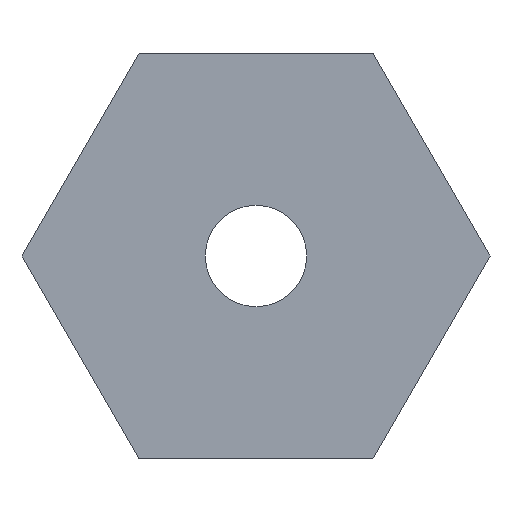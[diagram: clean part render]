
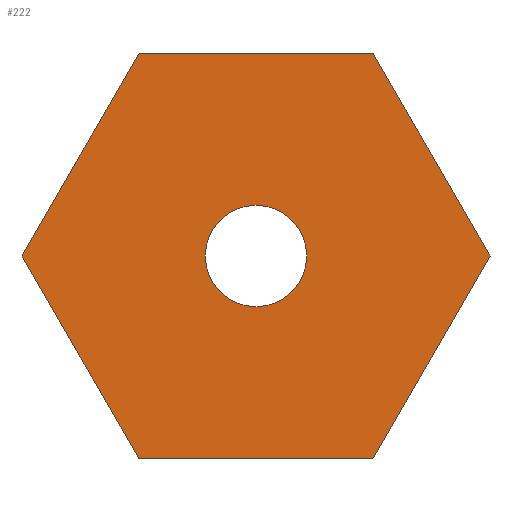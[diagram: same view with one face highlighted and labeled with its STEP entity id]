
A CAD part, front view. The second image highlights one B-rep face of the part: STEP entity #222.
In plain terms, the highlighted planar face has unit normal (0, -1, 0).
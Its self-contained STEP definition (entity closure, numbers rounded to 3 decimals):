
#1 = CARTESIAN_POINT ( 'NONE',  ( 3.464, 0., 6. ) ) ;
#23 = CIRCLE ( 'NONE', #60, 1.5 ) ;
#47 = CARTESIAN_POINT ( 'NONE',  ( 0., 0., 0. ) ) ;
#54 = CARTESIAN_POINT ( 'NONE',  ( 0., 0., -1.5 ) ) ;
#60 = AXIS2_PLACEMENT_3D ( 'NONE', #918, #833, #477 ) ;
#71 = DIRECTION ( 'NONE',  ( 0., 0., -1. ) ) ;
#84 = VERTEX_POINT ( 'NONE', #390 ) ;
#87 = VECTOR ( 'NONE', #678, 1000. ) ;
#108 = ORIENTED_EDGE ( 'NONE', *, *, #340, .F. ) ;
#115 = DIRECTION ( 'NONE',  ( 0.5, 0., 0.866 ) ) ;
#121 = CARTESIAN_POINT ( 'NONE',  ( 0., 0., 1.5 ) ) ;
#148 = AXIS2_PLACEMENT_3D ( 'NONE', #47, #557, #841 ) ;
#166 = CARTESIAN_POINT ( 'NONE',  ( 6.928, 0., 0. ) ) ;
#187 = EDGE_CURVE ( 'NONE', #434, #774, #427, .T. ) ;
#194 = DIRECTION ( 'NONE',  ( -0.5, 0., 0.866 ) ) ;
#215 = DIRECTION ( 'NONE',  ( 0., -1., 0. ) ) ;
#222 = ADVANCED_FACE ( 'NONE', ( #863, #508 ), #259, .F. ) ;
#228 = CIRCLE ( 'NONE', #686, 1.5 ) ;
#244 = EDGE_LOOP ( 'NONE', ( #108, #365, #527, #569, #470, #669 ) ) ;
#248 = EDGE_CURVE ( 'NONE', #482, #84, #422, .T. ) ;
#259 = PLANE ( 'NONE',  #148 ) ;
#279 = VERTEX_POINT ( 'NONE', #589 ) ;
#297 = CARTESIAN_POINT ( 'NONE',  ( 3.464, 0., 6. ) ) ;
#303 = DIRECTION ( 'NONE',  ( 0.5, 0., -0.866 ) ) ;
#305 = ORIENTED_EDGE ( 'NONE', *, *, #596, .F. ) ;
#322 = LINE ( 'NONE', #166, #463 ) ;
#340 = EDGE_CURVE ( 'NONE', #754, #279, #668, .T. ) ;
#365 = ORIENTED_EDGE ( 'NONE', *, *, #787, .F. ) ;
#390 = CARTESIAN_POINT ( 'NONE',  ( -3.464, 0., 6. ) ) ;
#405 = VECTOR ( 'NONE', #194, 1000. ) ;
#422 = LINE ( 'NONE', #707, #931 ) ;
#425 = EDGE_LOOP ( 'NONE', ( #888, #305 ) ) ;
#427 = LINE ( 'NONE', #858, #570 ) ;
#434 = VERTEX_POINT ( 'NONE', #486 ) ;
#463 = VECTOR ( 'NONE', #472, 1000. ) ;
#469 = EDGE_CURVE ( 'NONE', #774, #482, #623, .T. ) ;
#470 = ORIENTED_EDGE ( 'NONE', *, *, #187, .F. ) ;
#472 = DIRECTION ( 'NONE',  ( -0.5, 0., -0.866 ) ) ;
#477 = DIRECTION ( 'NONE',  ( 0., 0., -1. ) ) ;
#482 = VERTEX_POINT ( 'NONE', #830 ) ;
#486 = CARTESIAN_POINT ( 'NONE',  ( 3.464, 0., -6. ) ) ;
#508 = FACE_OUTER_BOUND ( 'NONE', #244, .T. ) ;
#527 = ORIENTED_EDGE ( 'NONE', *, *, #248, .F. ) ;
#547 = VERTEX_POINT ( 'NONE', #121 ) ;
#557 = DIRECTION ( 'NONE',  ( 0., 1., 0. ) ) ;
#569 = ORIENTED_EDGE ( 'NONE', *, *, #469, .F. ) ;
#570 = VECTOR ( 'NONE', #574, 1000. ) ;
#572 = VECTOR ( 'NONE', #303, 1000. ) ;
#574 = DIRECTION ( 'NONE',  ( -1., 0., 0. ) ) ;
#589 = CARTESIAN_POINT ( 'NONE',  ( 6.928, 0., 0. ) ) ;
#593 = CARTESIAN_POINT ( 'NONE',  ( -3.464, 0., -6. ) ) ;
#596 = EDGE_CURVE ( 'NONE', #547, #651, #228, .T. ) ;
#616 = CARTESIAN_POINT ( 'NONE',  ( -3.464, 0., 6. ) ) ;
#623 = LINE ( 'NONE', #915, #405 ) ;
#651 = VERTEX_POINT ( 'NONE', #54 ) ;
#658 = CARTESIAN_POINT ( 'NONE',  ( 0., 0., 0. ) ) ;
#668 = LINE ( 'NONE', #297, #572 ) ;
#669 = ORIENTED_EDGE ( 'NONE', *, *, #801, .F. ) ;
#678 = DIRECTION ( 'NONE',  ( 1., 0., 0. ) ) ;
#686 = AXIS2_PLACEMENT_3D ( 'NONE', #658, #215, #71 ) ;
#707 = CARTESIAN_POINT ( 'NONE',  ( -6.928, 0., 0. ) ) ;
#754 = VERTEX_POINT ( 'NONE', #1 ) ;
#774 = VERTEX_POINT ( 'NONE', #593 ) ;
#787 = EDGE_CURVE ( 'NONE', #84, #754, #818, .T. ) ;
#801 = EDGE_CURVE ( 'NONE', #279, #434, #322, .T. ) ;
#818 = LINE ( 'NONE', #616, #87 ) ;
#830 = CARTESIAN_POINT ( 'NONE',  ( -6.928, 0., 0. ) ) ;
#832 = EDGE_CURVE ( 'NONE', #651, #547, #23, .T. ) ;
#833 = DIRECTION ( 'NONE',  ( 0., -1., 0. ) ) ;
#841 = DIRECTION ( 'NONE',  ( 0., 0., 1. ) ) ;
#858 = CARTESIAN_POINT ( 'NONE',  ( 3.464, 0., -6. ) ) ;
#863 = FACE_BOUND ( 'NONE', #425, .T. ) ;
#888 = ORIENTED_EDGE ( 'NONE', *, *, #832, .F. ) ;
#915 = CARTESIAN_POINT ( 'NONE',  ( -3.464, 0., -6. ) ) ;
#918 = CARTESIAN_POINT ( 'NONE',  ( 0., 0., 0. ) ) ;
#931 = VECTOR ( 'NONE', #115, 1000. ) ;
